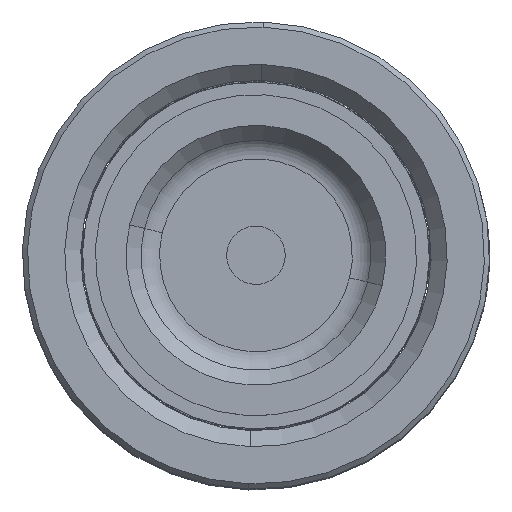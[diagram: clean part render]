
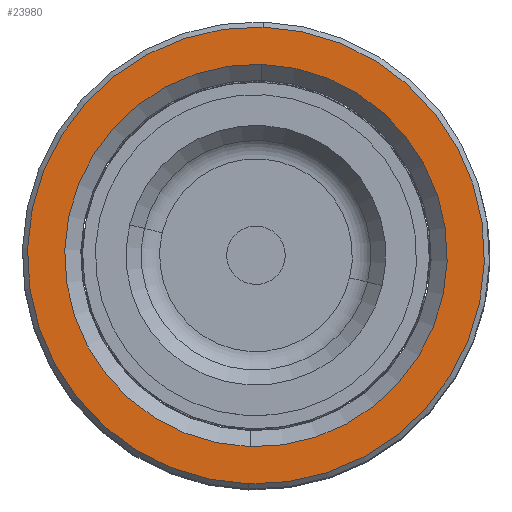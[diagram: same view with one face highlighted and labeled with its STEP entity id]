
A CAD part, top view. The second image highlights one B-rep face of the part: STEP entity #23980.
In plain terms, the highlighted planar face has unit normal (0, 0, 1).
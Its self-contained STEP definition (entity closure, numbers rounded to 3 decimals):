
#2961 = VERTEX_POINT ( 'NONE', #23584 ) ;
#3162 = AXIS2_PLACEMENT_3D ( 'NONE', #9295, #12562, #3606 ) ;
#3606 = DIRECTION ( 'NONE',  ( 1., 0., 0. ) ) ;
#3870 = DIRECTION ( 'NONE',  ( 0., 0., 1. ) ) ;
#4258 = DIRECTION ( 'NONE',  ( 0., 0., 1. ) ) ;
#5735 = AXIS2_PLACEMENT_3D ( 'NONE', #12820, #3870, #6917 ) ;
#6917 = DIRECTION ( 'NONE',  ( 1., 0., 0. ) ) ;
#7312 = CARTESIAN_POINT ( 'NONE',  ( 0., 0., 80. ) ) ;
#8378 = CIRCLE ( 'NONE', #27035, 31.3 ) ;
#9295 = CARTESIAN_POINT ( 'NONE',  ( 0., 0., 80. ) ) ;
#10652 = ORIENTED_EDGE ( 'NONE', *, *, #17424, .T. ) ;
#11480 = CARTESIAN_POINT ( 'NONE',  ( 0., 0., 80. ) ) ;
#11502 = EDGE_CURVE ( 'NONE', #11914, #2961, #13661, .T. ) ;
#11790 = AXIS2_PLACEMENT_3D ( 'NONE', #7312, #4258, #19430 ) ;
#11914 = VERTEX_POINT ( 'NONE', #20135 ) ;
#12562 = DIRECTION ( 'NONE',  ( 0., 0., -1. ) ) ;
#12820 = CARTESIAN_POINT ( 'NONE',  ( 0., 0., 80. ) ) ;
#13527 = EDGE_CURVE ( 'NONE', #22577, #18440, #8378, .T. ) ;
#13661 = CIRCLE ( 'NONE', #22640, 26.2 ) ;
#14148 = FACE_BOUND ( 'NONE', #27366, .T. ) ;
#14997 = DIRECTION ( 'NONE',  ( 0., 0., 1. ) ) ;
#15456 = CARTESIAN_POINT ( 'NONE',  ( 31.3, 0., 80. ) ) ;
#15510 = ORIENTED_EDGE ( 'NONE', *, *, #11502, .T. ) ;
#15622 = CARTESIAN_POINT ( 'NONE',  ( -31.3, 0., 80. ) ) ;
#17123 = CIRCLE ( 'NONE', #3162, 26.2 ) ;
#17415 = DIRECTION ( 'NONE',  ( 0., 0., -1. ) ) ;
#17424 = EDGE_CURVE ( 'NONE', #2961, #11914, #17123, .T. ) ;
#18190 = EDGE_LOOP ( 'NONE', ( #24820, #30359 ) ) ;
#18440 = VERTEX_POINT ( 'NONE', #15622 ) ;
#19430 = DIRECTION ( 'NONE',  ( 1., 0., 0. ) ) ;
#20135 = CARTESIAN_POINT ( 'NONE',  ( -26.2, 0., 80. ) ) ;
#22577 = VERTEX_POINT ( 'NONE', #15456 ) ;
#22640 = AXIS2_PLACEMENT_3D ( 'NONE', #11480, #17415, #26215 ) ;
#23584 = CARTESIAN_POINT ( 'NONE',  ( 26.2, 0., 80. ) ) ;
#23980 = ADVANCED_FACE ( 'NONE', ( #30154, #14148 ), #27068, .T. ) ;
#24820 = ORIENTED_EDGE ( 'NONE', *, *, #35196, .T. ) ;
#26215 = DIRECTION ( 'NONE',  ( 1., 0., 0. ) ) ;
#26719 = DIRECTION ( 'NONE',  ( 1., 0., 0. ) ) ;
#27035 = AXIS2_PLACEMENT_3D ( 'NONE', #38562, #14997, #26719 ) ;
#27068 = PLANE ( 'NONE',  #5735 ) ;
#27366 = EDGE_LOOP ( 'NONE', ( #10652, #15510 ) ) ;
#30154 = FACE_OUTER_BOUND ( 'NONE', #18190, .T. ) ;
#30359 = ORIENTED_EDGE ( 'NONE', *, *, #13527, .T. ) ;
#35196 = EDGE_CURVE ( 'NONE', #18440, #22577, #35619, .T. ) ;
#35619 = CIRCLE ( 'NONE', #11790, 31.3 ) ;
#38562 = CARTESIAN_POINT ( 'NONE',  ( 0., 0., 80. ) ) ;
